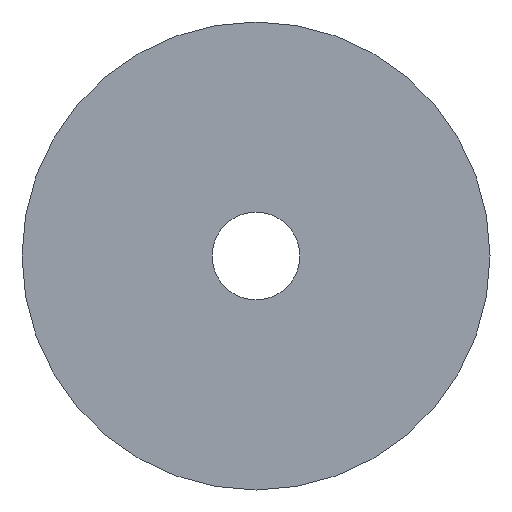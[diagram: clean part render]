
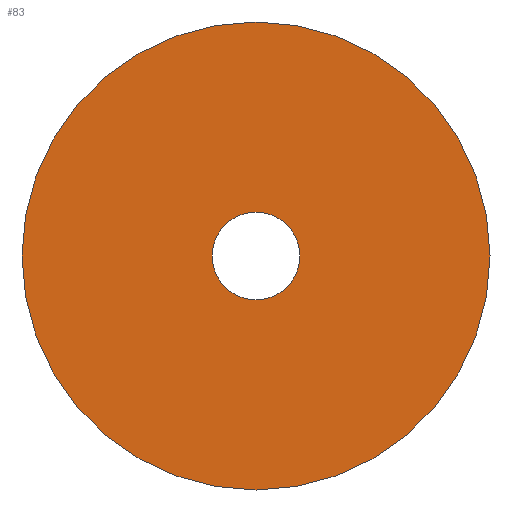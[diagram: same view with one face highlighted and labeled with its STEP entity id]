
A CAD part, front view. The second image highlights one B-rep face of the part: STEP entity #83.
In plain terms, the highlighted planar face has unit normal (0, -1, 0).
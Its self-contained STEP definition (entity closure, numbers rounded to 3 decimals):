
#37 = VERTEX_POINT ( 'NONE', #158 ) ;
#38 = VERTEX_POINT ( 'NONE', #157 ) ;
#39 = EDGE_CURVE ( 'NONE', #49, #37, #155, .T. ) ;
#49 = VERTEX_POINT ( 'NONE', #333 ) ;
#50 = EDGE_CURVE ( 'NONE', #54, #38, #332, .T. ) ;
#54 = VERTEX_POINT ( 'NONE', #314 ) ;
#80 = EDGE_CURVE ( 'NONE', #38, #54, #277, .T. ) ;
#83 = ADVANCED_FACE ( 'NONE', ( #268, #267 ), #266, .F. ) ;
#84 = EDGE_LOOP ( 'NONE', ( #85, #87 ) ) ;
#85 = ORIENTED_EDGE ( 'NONE', *, *, #86, .F. ) ;
#86 = EDGE_CURVE ( 'NONE', #37, #49, #261, .T. ) ;
#87 = ORIENTED_EDGE ( 'NONE', *, *, #39, .F. ) ;
#88 = EDGE_LOOP ( 'NONE', ( #123, #124 ) ) ;
#123 = ORIENTED_EDGE ( 'NONE', *, *, #80, .T. ) ;
#124 = ORIENTED_EDGE ( 'NONE', *, *, #50, .T. ) ;
#151 = DIRECTION ( 'NONE',  ( 0., 0., 1. ) ) ;
#152 = DIRECTION ( 'NONE',  ( 0., 1., 0. ) ) ;
#153 = CARTESIAN_POINT ( 'NONE',  ( 0., -10., 0. ) ) ;
#154 = AXIS2_PLACEMENT_3D ( 'NONE', #153, #152, #151 ) ;
#155 = CIRCLE ( 'NONE', #154, 8. ) ;
#157 = CARTESIAN_POINT ( 'NONE',  ( 0., -10., 1.5 ) ) ;
#158 = CARTESIAN_POINT ( 'NONE',  ( 0., -10., -8. ) ) ;
#257 = DIRECTION ( 'NONE',  ( 0., 0., 1. ) ) ;
#258 = DIRECTION ( 'NONE',  ( 0., 1., 0. ) ) ;
#259 = CARTESIAN_POINT ( 'NONE',  ( 0., -10., 0. ) ) ;
#260 = AXIS2_PLACEMENT_3D ( 'NONE', #259, #258, #257 ) ;
#261 = CIRCLE ( 'NONE', #260, 8. ) ;
#262 = DIRECTION ( 'NONE',  ( 0., 0., 1. ) ) ;
#263 = DIRECTION ( 'NONE',  ( 0., 1., 0. ) ) ;
#264 = CARTESIAN_POINT ( 'NONE',  ( 1.5, -10., 0. ) ) ;
#265 = AXIS2_PLACEMENT_3D ( 'NONE', #264, #263, #262 ) ;
#266 = PLANE ( 'NONE',  #265 ) ;
#267 = FACE_BOUND ( 'NONE', #88, .T. ) ;
#268 = FACE_OUTER_BOUND ( 'NONE', #84, .T. ) ;
#269 = DIRECTION ( 'NONE',  ( 0., 0., 1. ) ) ;
#270 = DIRECTION ( 'NONE',  ( 0., 1., 0. ) ) ;
#271 = CARTESIAN_POINT ( 'NONE',  ( 0., -10., 0. ) ) ;
#272 = AXIS2_PLACEMENT_3D ( 'NONE', #271, #270, #269 ) ;
#277 = CIRCLE ( 'NONE', #272, 1.5 ) ;
#314 = CARTESIAN_POINT ( 'NONE',  ( 0., -10., -1.5 ) ) ;
#316 = DIRECTION ( 'NONE',  ( 0., 0., 1. ) ) ;
#317 = DIRECTION ( 'NONE',  ( 0., 1., 0. ) ) ;
#318 = CARTESIAN_POINT ( 'NONE',  ( 0., -10., 0. ) ) ;
#319 = AXIS2_PLACEMENT_3D ( 'NONE', #318, #317, #316 ) ;
#332 = CIRCLE ( 'NONE', #319, 1.5 ) ;
#333 = CARTESIAN_POINT ( 'NONE',  ( 0., -10., 8. ) ) ;
